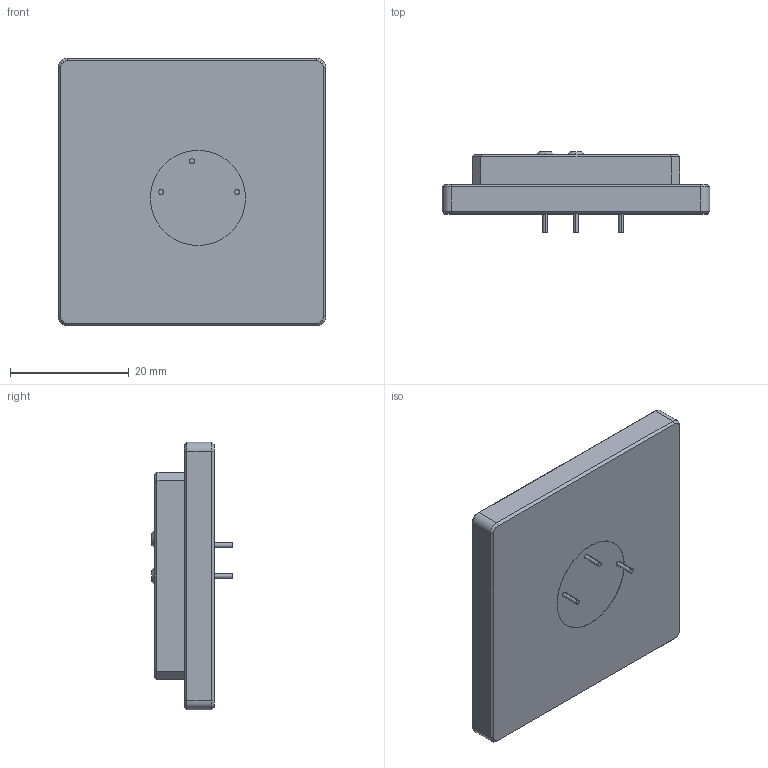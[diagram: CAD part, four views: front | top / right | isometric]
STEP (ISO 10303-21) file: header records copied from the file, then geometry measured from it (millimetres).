
FILE_DESCRIPTION (( 'STEP AP214' ), '1' );
FILE_NAME ('HP54510A.STEP', '2024-02-11T10:35:57', ( '' ), ( '' ), 'SwSTEP 2.0', 'SolidWorks 2022', '' );
FILE_SCHEMA (( 'AUTOMOTIVE_DESIGN' ));
Length unit declared in the file: millimetre
Products named in the file (1): HP54510A
Bounding box: 45 x 13.61 x 45 mm (x, y, z)
Volume: 16180.3 mm3; surface area: 5534.7 mm2
Topology: 1 solids, 1 shells, 168 faces, 417 edges, 270 vertices
Faces by surface type: plane 106, bspline 38, cylinder 12, cone 12
Entity records: 5803 total; most frequent: CARTESIAN_POINT 1823, ORIENTED_EDGE 834, DIRECTION 584, EDGE_CURVE 417, VERTEX_POINT 270, LINE 242, VECTOR 242, EDGE_LOOP 187
